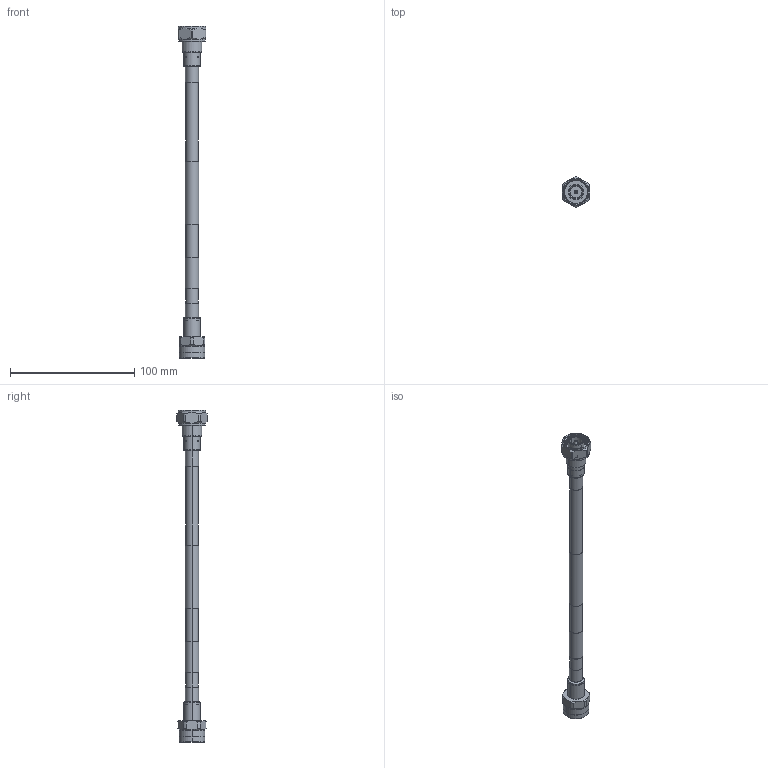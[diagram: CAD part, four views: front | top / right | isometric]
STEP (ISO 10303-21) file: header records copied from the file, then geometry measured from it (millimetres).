
FILE_DESCRIPTION (( 'STEP AP214' ), '1' );
FILE_NAME ('LCCA31057.step', '2022-10-04T19:21:23', ( '' ), ( '' ), 'SwSTEP 2.0', 'SolidWorks 2021', '' );
FILE_SCHEMA (( 'AUTOMOTIVE_DESIGN' ));
Length unit declared in the file: inch
Products named in the file (4): TC-375-4310M-LP^LCCA31057_Heat Shrink; LCCA31057; TC-375-NM-LP^LCCA31057_Heat Shrink; SPP-250-LLPL ^LCCA31057_SPP-375-LLPL
Assembly tree (3 placements, depth 2):
  LCCA31057
    SPP-250-LLPL ^LCCA31057_SPP-375-LLPL
    TC-375-4310M-LP^LCCA31057_Heat Shrink
    TC-375-NM-LP^LCCA31057_Heat Shrink
Bounding box: 22 x 24.61 x 267.56 mm (x, y, z)
Volume: 25778.5 mm3; surface area: 18484.6 mm2
Topology: 5 solids, 6 shells, 252 faces, 620 edges, 395 vertices
Faces by surface type: cylinder 118, plane 61, cone 57, bspline 16
Entity records: 10800 total; most frequent: CARTESIAN_POINT 4720, ORIENTED_EDGE 1240, DIRECTION 1237, EDGE_CURVE 620, AXIS2_PLACEMENT_3D 507, VERTEX_POINT 395, EDGE_LOOP 277, CIRCLE 265
